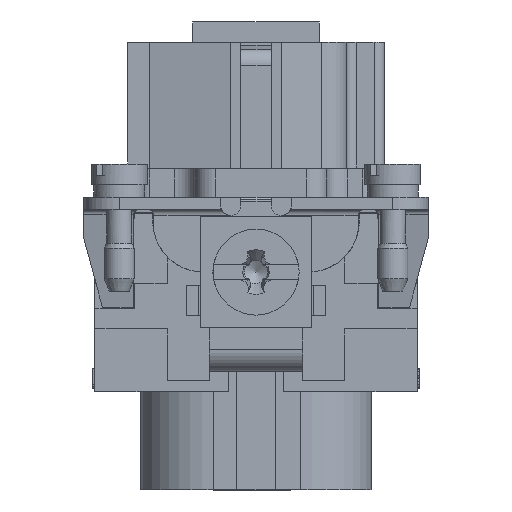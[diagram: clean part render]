
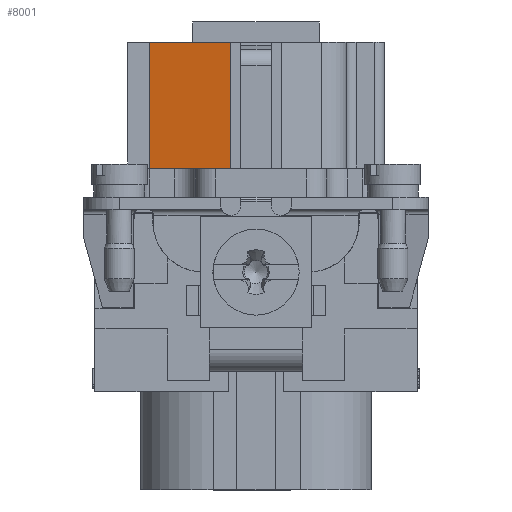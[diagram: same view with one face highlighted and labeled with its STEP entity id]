
A CAD part, left-side view. The second image highlights one B-rep face of the part: STEP entity #8001.
In plain terms, the highlighted planar face has unit normal (-0.985, 0.174, 0).
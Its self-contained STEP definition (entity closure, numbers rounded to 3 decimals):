
#6465=FACE_OUTER_BOUND('',#11552,.T.);
#8001=ADVANCED_FACE('',(#6465),#9525,.T.);
#9525=PLANE('',#38631);
#11552=EDGE_LOOP('',(#16256,#16257,#16258,#16259));
#16256=ORIENTED_EDGE('',*,*,#25782,.F.);
#16257=ORIENTED_EDGE('',*,*,#26666,.T.);
#16258=ORIENTED_EDGE('',*,*,#26669,.F.);
#16259=ORIENTED_EDGE('',*,*,#26813,.F.);
#22586=VERTEX_POINT('',#52014);
#22587=VERTEX_POINT('',#52016);
#23226=VERTEX_POINT('',#53800);
#23229=VERTEX_POINT('',#53807);
#25782=EDGE_CURVE('',#22586,#22587,#31152,.T.);
#26666=EDGE_CURVE('',#22586,#23226,#31865,.T.);
#26669=EDGE_CURVE('',#23229,#23226,#31868,.T.);
#26813=EDGE_CURVE('',#22587,#23229,#31993,.T.);
#31152=LINE('',#52015,#34138);
#31865=LINE('',#53801,#34851);
#31868=LINE('',#53808,#34854);
#31993=LINE('',#54099,#34979);
#34138=VECTOR('',#42347,1.);
#34851=VECTOR('',#43862,1.);
#34854=VECTOR('',#43867,1.);
#34979=VECTOR('',#44140,1.);
#38631=AXIS2_PLACEMENT_3D('',#54101,#44143,#44144);
#42347=DIRECTION('',(-0.174,-0.985,0.));
#43862=DIRECTION('',(0.,0.,-1.));
#43867=DIRECTION('',(0.174,0.985,0.));
#44140=DIRECTION('',(0.,0.,-1.));
#44143=DIRECTION('',(-0.985,0.174,0.));
#44144=DIRECTION('',(-0.174,-0.985,0.));
#52014=CARTESIAN_POINT('',(-44.189,10.5,16.5));
#52015=CARTESIAN_POINT('',(-48.368,-13.197,16.5));
#52016=CARTESIAN_POINT('',(-45.6,2.5,16.5));
#53800=CARTESIAN_POINT('',(-44.189,10.5,4.));
#53801=CARTESIAN_POINT('',(-44.189,10.5,3.77));
#53807=CARTESIAN_POINT('',(-45.6,2.5,4.));
#53808=CARTESIAN_POINT('',(-45.6,2.5,4.));
#54099=CARTESIAN_POINT('',(-45.6,2.5,16.));
#54101=CARTESIAN_POINT('',(-44.262,10.087,3.77));
